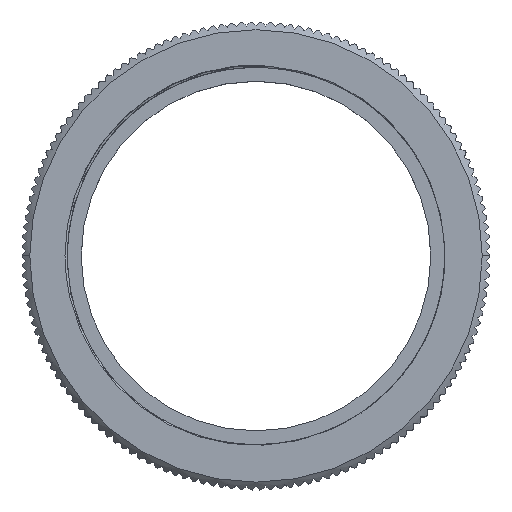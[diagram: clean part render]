
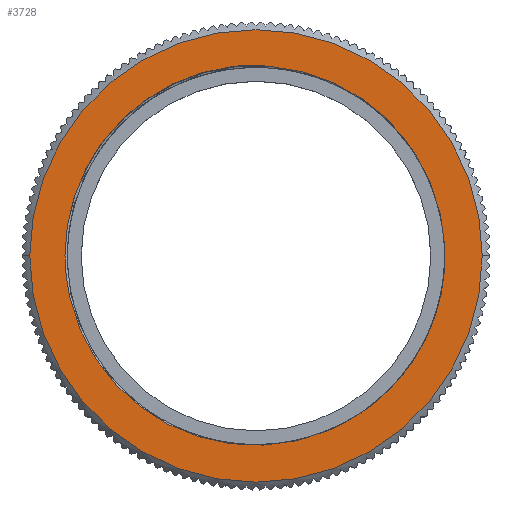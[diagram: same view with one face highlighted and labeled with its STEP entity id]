
A CAD part, top view. The second image highlights one B-rep face of the part: STEP entity #3728.
In plain terms, the highlighted planar face has unit normal (0, 0, 1).
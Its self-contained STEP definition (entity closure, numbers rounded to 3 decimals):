
#59 = DIRECTION ( 'NONE',  ( 0., 0., 1. ) ) ;
#224 = CARTESIAN_POINT ( 'NONE',  ( -2.297, -12.08, 0. ) ) ;
#344 = ORIENTED_EDGE ( 'NONE', *, *, #14973, .T. ) ;
#786 = CARTESIAN_POINT ( 'NONE',  ( 4.581, -11.323, 0. ) ) ;
#949 = EDGE_LOOP ( 'NONE', ( #20598, #7213 ) ) ;
#1211 = DIRECTION ( 'NONE',  ( 0., 0., 1. ) ) ;
#1343 = CARTESIAN_POINT ( 'NONE',  ( -8.812, 8.653, 0. ) ) ;
#1415 = CARTESIAN_POINT ( 'NONE',  ( 6.911, 10.171, 0. ) ) ;
#1556 = B_SPLINE_CURVE_WITH_KNOTS ( 'NONE', 3,
 ( #1343, #11558, #15014, #4778, #16742, #6488, #18442, #8175, #20143, #9895, #21862, #11631, #1415, #13353, #3134, #15086, #4850, #16809 ),
 .UNSPECIFIED., .F., .F.,
 ( 4, 2, 2, 2, 2, 2, 2, 2, 4 ),
 ( 0., 0.003, 0.006, 0.009, 0.012, 0.015, 0.018, 0.021, 0.024 ),
 .UNSPECIFIED. ) ;
#1622 = B_SPLINE_CURVE_WITH_KNOTS ( 'NONE', 3,
 ( #16304, #9477, #14661, #4435, #16387, #6140, #18094, #7834, #19801, #9541 ),
 .UNSPECIFIED., .F., .F.,
 ( 4, 2, 2, 2, 4 ),
 ( 0., 0.005, 0.01, 0.015, 0.019 ),
 .UNSPECIFIED. ) ;
#1935 = CARTESIAN_POINT ( 'NONE',  ( -5.162, -11.178, 0. ) ) ;
#2104 = AXIS2_PLACEMENT_3D ( 'NONE', #4410, #16352, #6110 ) ;
#3042 = EDGE_CURVE ( 'NONE', #18104, #7387, #7331, .T. ) ;
#3134 = CARTESIAN_POINT ( 'NONE',  ( 9.172, 8.165, 0. ) ) ;
#3642 = CARTESIAN_POINT ( 'NONE',  ( -8.812, 8.653, 0. ) ) ;
#3656 = CARTESIAN_POINT ( 'NONE',  ( -7.725, -9.608, 0. ) ) ;
#3728 = ADVANCED_FACE ( 'NONE', ( #20397, #11305 ), #8041, .T. ) ;
#4410 = CARTESIAN_POINT ( 'NONE',  ( 0., 0., 0. ) ) ;
#4435 = CARTESIAN_POINT ( 'NONE',  ( 12.218, -1.587, 0. ) ) ;
#4778 = CARTESIAN_POINT ( 'NONE',  ( -5.584, 11.037, 0. ) ) ;
#4850 = CARTESIAN_POINT ( 'NONE',  ( 10.874, 5.668, 0. ) ) ;
#5023 = CARTESIAN_POINT ( 'NONE',  ( 0., 0., 0. ) ) ;
#5241 = AXIS2_PLACEMENT_3D ( 'NONE', #5023, #16979, #6741 ) ;
#5370 = CARTESIAN_POINT ( 'NONE',  ( -9.831, -7.467, 0. ) ) ;
#6110 = DIRECTION ( 'NONE',  ( 1., 0., 0. ) ) ;
#6140 = CARTESIAN_POINT ( 'NONE',  ( 10.659, -6.179, 0. ) ) ;
#6343 = CARTESIAN_POINT ( 'NONE',  ( 0., 0., 0. ) ) ;
#6488 = CARTESIAN_POINT ( 'NONE',  ( -2.734, 12.047, 0. ) ) ;
#6595 = VERTEX_POINT ( 'NONE', #3642 ) ;
#6741 = DIRECTION ( 'NONE',  ( 1., 0., 0. ) ) ;
#6988 = CARTESIAN_POINT ( 'NONE',  ( 4.581, -11.323, 0. ) ) ;
#7005 = B_SPLINE_CURVE_WITH_KNOTS ( 'NONE', 3,
 ( #6988, #17241, #8696, #20665, #10407, #224, #12154, #1935, #13881, #3656, #15598, #5370, #17318, #7065, #19023, #8770, #20747, #10494 ),
 .UNSPECIFIED., .F., .F.,
 ( 4, 2, 2, 2, 2, 2, 2, 2, 4 ),
 ( 0., 0.003, 0.006, 0.009, 0.012, 0.015, 0.018, 0.021, 0.024 ),
 .UNSPECIFIED. ) ;
#7065 = CARTESIAN_POINT ( 'NONE',  ( -11.359, -4.88, 0. ) ) ;
#7213 = ORIENTED_EDGE ( 'NONE', *, *, #19646, .T. ) ;
#7331 = CIRCLE ( 'NONE', #2104, 14.625 ) ;
#7387 = VERTEX_POINT ( 'NONE', #20692 ) ;
#7562 = AXIS2_PLACEMENT_3D ( 'NONE', #10264, #59, #11989 ) ;
#7834 = CARTESIAN_POINT ( 'NONE',  ( 7.449, -9.814, 0. ) ) ;
#7952 = EDGE_CURVE ( 'NONE', #6595, #12089, #15608, .T. ) ;
#8041 = PLANE ( 'NONE',  #20689 ) ;
#8175 = CARTESIAN_POINT ( 'NONE',  ( 0.275, 12.332, 0. ) ) ;
#8696 = CARTESIAN_POINT ( 'NONE',  ( 2.681, -11.97, 0. ) ) ;
#8770 = CARTESIAN_POINT ( 'NONE',  ( -12.217, -2.001, 0. ) ) ;
#9477 = CARTESIAN_POINT ( 'NONE',  ( 11.884, 3.25, 0. ) ) ;
#9541 = CARTESIAN_POINT ( 'NONE',  ( 4.581, -11.323, 0. ) ) ;
#9759 = DIRECTION ( 'NONE',  ( 1., 0., 0. ) ) ;
#9895 = CARTESIAN_POINT ( 'NONE',  ( 3.262, 11.878, 0. ) ) ;
#10264 = CARTESIAN_POINT ( 'NONE',  ( 0., 0., 0. ) ) ;
#10407 = CARTESIAN_POINT ( 'NONE',  ( -0.305, -12.281, 0. ) ) ;
#10494 = CARTESIAN_POINT ( 'NONE',  ( -12.35, 0., 0. ) ) ;
#10851 = ORIENTED_EDGE ( 'NONE', *, *, #13747, .T. ) ;
#11305 = FACE_OUTER_BOUND ( 'NONE', #949, .T. ) ;
#11558 = CARTESIAN_POINT ( 'NONE',  ( -8.102, 9.367, 0. ) ) ;
#11631 = CARTESIAN_POINT ( 'NONE',  ( 6.051, 10.71, 0. ) ) ;
#11989 = DIRECTION ( 'NONE',  ( -1., 0., 0. ) ) ;
#12089 = VERTEX_POINT ( 'NONE', #14076 ) ;
#12154 = CARTESIAN_POINT ( 'NONE',  ( -3.279, -11.857, 0. ) ) ;
#12294 = ORIENTED_EDGE ( 'NONE', *, *, #7952, .F. ) ;
#12564 = VERTEX_POINT ( 'NONE', #786 ) ;
#13353 = CARTESIAN_POINT ( 'NONE',  ( 8.47, 8.899, 0. ) ) ;
#13747 = EDGE_CURVE ( 'NONE', #6595, #20272, #1556, .T. ) ;
#13881 = CARTESIAN_POINT ( 'NONE',  ( -6.062, -10.723, 0. ) ) ;
#14076 = CARTESIAN_POINT ( 'NONE',  ( -12.35, 0., 0. ) ) ;
#14661 = CARTESIAN_POINT ( 'NONE',  ( 12.211, 1.639, 0. ) ) ;
#14973 = EDGE_CURVE ( 'NONE', #12564, #12089, #7005, .T. ) ;
#15014 = CARTESIAN_POINT ( 'NONE',  ( -7.306, 9.994, 0. ) ) ;
#15086 = CARTESIAN_POINT ( 'NONE',  ( 10.373, 6.549, 0. ) ) ;
#15598 = CARTESIAN_POINT ( 'NONE',  ( -8.487, -8.95, 0. ) ) ;
#15608 = CIRCLE ( 'NONE', #7562, 12.35 ) ;
#15783 = EDGE_LOOP ( 'NONE', ( #12294, #10851, #19732, #344 ) ) ;
#16304 = CARTESIAN_POINT ( 'NONE',  ( 11.259, 4.737, 0. ) ) ;
#16352 = DIRECTION ( 'NONE',  ( 0., 0., 1. ) ) ;
#16387 = CARTESIAN_POINT ( 'NONE',  ( 11.898, -3.2, 0. ) ) ;
#16742 = CARTESIAN_POINT ( 'NONE',  ( -4.658, 11.453, 0. ) ) ;
#16809 = CARTESIAN_POINT ( 'NONE',  ( 11.259, 4.737, 0. ) ) ;
#16979 = DIRECTION ( 'NONE',  ( 0., 0., 1. ) ) ;
#17241 = CARTESIAN_POINT ( 'NONE',  ( 3.655, -11.704, 0. ) ) ;
#17318 = CARTESIAN_POINT ( 'NONE',  ( -10.413, -6.643, 0. ) ) ;
#18094 = CARTESIAN_POINT ( 'NONE',  ( 9.741, -7.544, 0. ) ) ;
#18104 = VERTEX_POINT ( 'NONE', #20115 ) ;
#18442 = CARTESIAN_POINT ( 'NONE',  ( -1.736, 12.225, 0. ) ) ;
#19023 = CARTESIAN_POINT ( 'NONE',  ( -11.724, -3.941, 0. ) ) ;
#19646 = EDGE_CURVE ( 'NONE', #7387, #18104, #21100, .T. ) ;
#19732 = ORIENTED_EDGE ( 'NONE', *, *, #20026, .T. ) ;
#19801 = CARTESIAN_POINT ( 'NONE',  ( 6.076, -10.718, 0. ) ) ;
#20026 = EDGE_CURVE ( 'NONE', #20272, #12564, #1622, .T. ) ;
#20115 = CARTESIAN_POINT ( 'NONE',  ( -14.625, 0., 0. ) ) ;
#20143 = CARTESIAN_POINT ( 'NONE',  ( 1.286, 12.262, 0. ) ) ;
#20272 = VERTEX_POINT ( 'NONE', #22092 ) ;
#20397 = FACE_BOUND ( 'NONE', #15783, .T. ) ;
#20598 = ORIENTED_EDGE ( 'NONE', *, *, #3042, .T. ) ;
#20665 = CARTESIAN_POINT ( 'NONE',  ( 0.703, -12.258, 0. ) ) ;
#20689 = AXIS2_PLACEMENT_3D ( 'NONE', #6343, #1211, #9759 ) ;
#20692 = CARTESIAN_POINT ( 'NONE',  ( 14.625, 0., 0. ) ) ;
#20747 = CARTESIAN_POINT ( 'NONE',  ( -12.345, -1.001, 0. ) ) ;
#21100 = CIRCLE ( 'NONE', #5241, 14.625 ) ;
#21862 = CARTESIAN_POINT ( 'NONE',  ( 4.227, 11.564, 0. ) ) ;
#22092 = CARTESIAN_POINT ( 'NONE',  ( 11.259, 4.737, 0. ) ) ;
